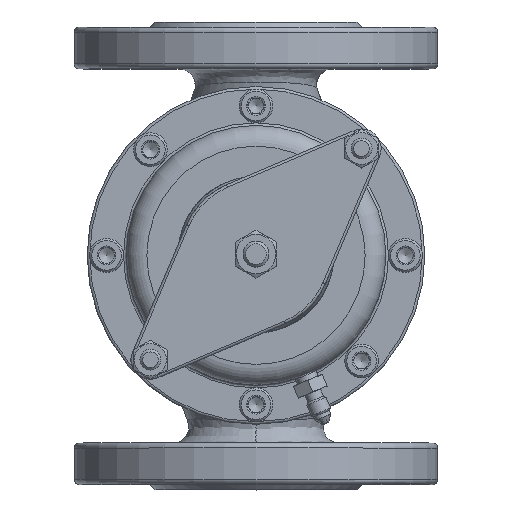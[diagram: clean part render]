
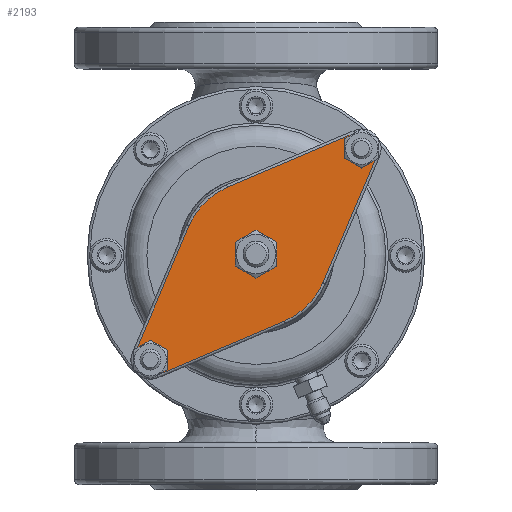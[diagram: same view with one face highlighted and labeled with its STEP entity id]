
A CAD part, top view. The second image highlights one B-rep face of the part: STEP entity #2193.
In plain terms, the highlighted face is planar.
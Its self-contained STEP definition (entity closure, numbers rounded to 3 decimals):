
#2193=ADVANCED_FACE('',(#16116,#16118,#16120,#16122),#16124,.T.);
#16116=FACE_BOUND('',#16117,.T.);
#16117=EDGE_LOOP('',(#18609,#18610,#18611,#18612,#18613,#18614,#18615,#18616));
#16118=FACE_BOUND('',#16119,.T.);
#16119=EDGE_LOOP('',(#18617));
#16120=FACE_BOUND('',#16121,.T.);
#16121=EDGE_LOOP('',(#18618));
#16122=FACE_BOUND('',#16123,.T.);
#16123=EDGE_LOOP('',(#18619));
#16124=PLANE('',#16125);
#16125=AXIS2_PLACEMENT_3D('',#16126,#16127,#16128);
#16126=CARTESIAN_POINT('',(0.,343.,0.));
#16127=DIRECTION('',(0.,1.,0.));
#16128=DIRECTION('',(0.,0.,1.));
#18609=ORIENTED_EDGE('',*,*,#20439,.T.);
#18610=ORIENTED_EDGE('',*,*,#20440,.T.);
#18611=ORIENTED_EDGE('',*,*,#20441,.T.);
#18612=ORIENTED_EDGE('',*,*,#20442,.T.);
#18613=ORIENTED_EDGE('',*,*,#20443,.T.);
#18614=ORIENTED_EDGE('',*,*,#20444,.T.);
#18615=ORIENTED_EDGE('',*,*,#20445,.T.);
#18616=ORIENTED_EDGE('',*,*,#20446,.T.);
#18617=ORIENTED_EDGE('',*,*,#20447,.T.);
#18618=ORIENTED_EDGE('',*,*,#20448,.T.);
#18619=ORIENTED_EDGE('',*,*,#20449,.T.);
#20439=EDGE_CURVE('',#21424,#21425,#21426,.T.);
#20440=EDGE_CURVE('',#21425,#21427,#21428,.T.);
#20441=EDGE_CURVE('',#21427,#21429,#21430,.T.);
#20442=EDGE_CURVE('',#21429,#21431,#21432,.T.);
#20443=EDGE_CURVE('',#21431,#21433,#21434,.T.);
#20444=EDGE_CURVE('',#21433,#21435,#21436,.T.);
#20445=EDGE_CURVE('',#21435,#21437,#21438,.T.);
#20446=EDGE_CURVE('',#21437,#21424,#21439,.T.);
#20447=EDGE_CURVE('',#21440,#21440,#21441,.F.);
#20448=EDGE_CURVE('',#21442,#21442,#21443,.F.);
#20449=EDGE_CURVE('',#21444,#21444,#21445,.F.);
#21424=VERTEX_POINT('',#29609);
#21425=VERTEX_POINT('',#29610);
#21426=LINE('',#29611,#29612);
#21427=VERTEX_POINT('',#29614);
#21428=CIRCLE('',#29615,28.);
#21429=VERTEX_POINT('',#29619);
#21430=LINE('',#29620,#29621);
#21431=VERTEX_POINT('',#29623);
#21432=CIRCLE('',#29624,6.5);
#21433=VERTEX_POINT('',#29628);
#21434=LINE('',#29629,#29630);
#21435=VERTEX_POINT('',#29632);
#21436=CIRCLE('',#29633,28.);
#21437=VERTEX_POINT('',#29637);
#21438=LINE('',#29638,#29639);
#21439=CIRCLE('',#29641,6.5);
#21440=VERTEX_POINT('',#29645);
#21441=CIRCLE('',#29646,5.);
#21442=VERTEX_POINT('',#29650);
#21443=CIRCLE('',#29651,6.);
#21444=VERTEX_POINT('',#29655);
#21445=CIRCLE('',#29656,5.);
#29609=CARTESIAN_POINT('',(-38.114,343.,46.64));
#29610=CARTESIAN_POINT('',(10.96,343.,25.766));
#29611=CARTESIAN_POINT('',(-38.114,343.,46.64));
#29612=VECTOR('',#29613,1.);
#29613=DIRECTION('',(0.92,0.,-0.391));
#29614=CARTESIAN_POINT('',(25.766,343.,10.96));
#29615=AXIS2_PLACEMENT_3D('',#29616,#29617,#29618);
#29616=CARTESIAN_POINT('',(0.,343.,0.));
#29617=DIRECTION('',(0.,1.,0.));
#29618=DIRECTION('',(0.391,0.,0.92));
#29619=CARTESIAN_POINT('',(46.64,343.,-38.114));
#29620=CARTESIAN_POINT('',(25.766,343.,10.96));
#29621=VECTOR('',#29622,1.);
#29622=DIRECTION('',(0.391,0.,-0.92));
#29623=CARTESIAN_POINT('',(38.114,343.,-46.64));
#29624=AXIS2_PLACEMENT_3D('',#29625,#29626,#29627);
#29625=CARTESIAN_POINT('',(40.659,343.,-40.659));
#29626=DIRECTION('',(0.,1.,0.));
#29627=DIRECTION('',(0.92,0.,0.391));
#29628=CARTESIAN_POINT('',(-10.96,343.,-25.766));
#29629=CARTESIAN_POINT('',(38.114,343.,-46.64));
#29630=VECTOR('',#29631,1.);
#29631=DIRECTION('',(-0.92,0.,0.391));
#29632=CARTESIAN_POINT('',(-25.766,343.,-10.96));
#29633=AXIS2_PLACEMENT_3D('',#29634,#29635,#29636);
#29634=CARTESIAN_POINT('',(0.,343.,0.));
#29635=DIRECTION('',(0.,1.,0.));
#29636=DIRECTION('',(-0.391,0.,-0.92));
#29637=CARTESIAN_POINT('',(-46.64,343.,38.114));
#29638=CARTESIAN_POINT('',(-25.766,343.,-10.96));
#29639=VECTOR('',#29640,1.);
#29640=DIRECTION('',(-0.391,0.,0.92));
#29641=AXIS2_PLACEMENT_3D('',#29642,#29643,#29644);
#29642=CARTESIAN_POINT('',(-40.659,343.,40.659));
#29643=DIRECTION('',(0.,1.,0.));
#29644=DIRECTION('',(-0.92,0.,-0.391));
#29645=CARTESIAN_POINT('',(-40.659,343.,45.659));
#29646=AXIS2_PLACEMENT_3D('',#29647,#29648,#29649);
#29647=CARTESIAN_POINT('',(-40.659,343.,40.659));
#29648=DIRECTION('',(0.,1.,0.));
#29649=DIRECTION('',(0.,0.,1.));
#29650=CARTESIAN_POINT('',(0.,343.,6.));
#29651=AXIS2_PLACEMENT_3D('',#29652,#29653,#29654);
#29652=CARTESIAN_POINT('',(0.,343.,0.));
#29653=DIRECTION('',(0.,1.,0.));
#29654=DIRECTION('',(0.,0.,1.));
#29655=CARTESIAN_POINT('',(40.659,343.,-35.659));
#29656=AXIS2_PLACEMENT_3D('',#29657,#29658,#29659);
#29657=CARTESIAN_POINT('',(40.659,343.,-40.659));
#29658=DIRECTION('',(0.,1.,0.));
#29659=DIRECTION('',(0.,0.,1.));
